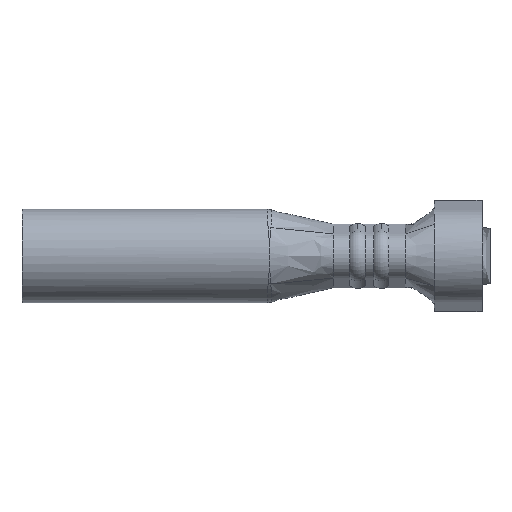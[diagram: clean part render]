
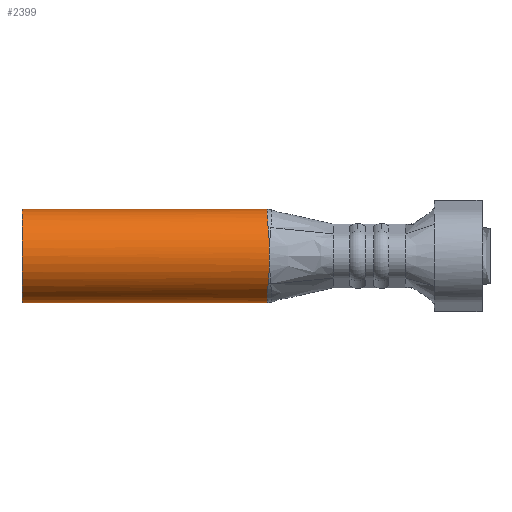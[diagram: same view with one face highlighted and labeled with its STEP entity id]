
A CAD part, front view. The second image highlights one B-rep face of the part: STEP entity #2399.
In plain terms, the highlighted cylindrical face has radius 1.499 mm (diameter 2.997 mm), a partial arc.
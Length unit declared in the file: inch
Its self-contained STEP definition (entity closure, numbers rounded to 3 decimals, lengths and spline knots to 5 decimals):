
#25 = EDGE_CURVE ( 'NONE', #3233, #313, #2695, .T. ) ;
#44 = DIRECTION ( 'NONE',  ( 0., 0., 1. ) ) ;
#77 = VECTOR ( 'NONE', #348, 39.37008 ) ;
#154 = EDGE_CURVE ( 'NONE', #313, #3052, #3100, .T. ) ;
#173 = CARTESIAN_POINT ( 'NONE',  ( 0.30887, -0.01817, 0.05686 ) ) ;
#243 = CARTESIAN_POINT ( 'NONE',  ( 0.312, -0.05787, 0.01149 ) ) ;
#277 = DIRECTION ( 'NONE',  ( 0., 0., -1. ) ) ;
#279 = EDGE_CURVE ( 'NONE', #3052, #4853, #3534, .T. ) ;
#313 = VERTEX_POINT ( 'NONE', #4458 ) ;
#340 = CARTESIAN_POINT ( 'NONE',  ( 0.31172, -0.05933, 0.00416 ) ) ;
#348 = DIRECTION ( 'NONE',  ( -1., 0., 0. ) ) ;
#358 = ORIENTED_EDGE ( 'NONE', *, *, #4657, .T. ) ;
#403 = CARTESIAN_POINT ( 'NONE',  ( 0., 0., -0.059 ) ) ;
#404 = DIRECTION ( 'NONE',  ( 1., 0., 0. ) ) ;
#450 = CARTESIAN_POINT ( 'NONE',  ( 0.312, 0., 0.059 ) ) ;
#480 = VERTEX_POINT ( 'NONE', #243 ) ;
#555 = DIRECTION ( 'NONE',  ( -1., 0., 0. ) ) ;
#602 = CARTESIAN_POINT ( 'NONE',  ( 0., 0., 0. ) ) ;
#875 = CARTESIAN_POINT ( 'NONE',  ( 0.30934, -0.03443, 0.04877 ) ) ;
#1032 = CARTESIAN_POINT ( 'NONE',  ( 0.31163, -0.05636, -0.0196 ) ) ;
#1054 = AXIS2_PLACEMENT_3D ( 'NONE', #602, #404, #277 ) ;
#1315 = CARTESIAN_POINT ( 'NONE',  ( 0.31033, -0.04709, 0.03554 ) ) ;
#1491 = ORIENTED_EDGE ( 'NONE', *, *, #25, .T. ) ;
#1556 = VERTEX_POINT ( 'NONE', #4703 ) ;
#1560 = CARTESIAN_POINT ( 'NONE',  ( 0.30923, -0.03071, -0.05059 ) ) ;
#1613 = ORIENTED_EDGE ( 'NONE', *, *, #154, .T. ) ;
#1710 = B_SPLINE_CURVE_WITH_KNOTS ( 'NONE', 3,
 ( #2251, #1831, #340, #3000 ),
 .UNSPECIFIED., .F., .F.,
 ( 4, 4 ),
 ( -0.00003, 0.00054 ),
 .UNSPECIFIED. ) ;
#1831 = CARTESIAN_POINT ( 'NONE',  ( 0.31172, -0.05937, -0.00349 ) ) ;
#1899 = CARTESIAN_POINT ( 'NONE',  ( 0.31163, -0.05614, 0.0202 ) ) ;
#1943 = CARTESIAN_POINT ( 'NONE',  ( 0.3098, -0.04157, -0.04211 ) ) ;
#2024 = CARTESIAN_POINT ( 'NONE',  ( 0.30896, 0., -0.059 ) ) ;
#2150 = AXIS2_PLACEMENT_3D ( 'NONE', #2706, #3478, #44 ) ;
#2164 = ORIENTED_EDGE ( 'NONE', *, *, #3420, .F. ) ;
#2251 = CARTESIAN_POINT ( 'NONE',  ( 0.312, -0.05799, -0.01084 ) ) ;
#2265 = CARTESIAN_POINT ( 'NONE',  ( 0.312, -0.05787, 0.01149 ) ) ;
#2272 = ORIENTED_EDGE ( 'NONE', *, *, #4352, .T. ) ;
#2302 = CARTESIAN_POINT ( 'NONE',  ( 0.31033, -0.04709, 0.03554 ) ) ;
#2340 = CARTESIAN_POINT ( 'NONE',  ( 0.31034, -0.04745, -0.03507 ) ) ;
#2399 = ADVANCED_FACE ( 'NONE', ( #2522 ), #2405, .T. ) ;
#2405 = CYLINDRICAL_SURFACE ( 'NONE', #2150, 0.059 ) ;
#2421 = VERTEX_POINT ( 'NONE', #3095 ) ;
#2463 = B_SPLINE_CURVE_WITH_KNOTS ( 'NONE', 3,
 ( #4552, #3461, #3827, #1560, #4201, #1943, #4575, #2340 ),
 .UNSPECIFIED., .F., .F.,
 ( 4, 2, 2, 4 ),
 ( 0.00025, 0.00095, 0.00131, 0.00166 ),
 .UNSPECIFIED. ) ;
#2522 = FACE_OUTER_BOUND ( 'NONE', #4742, .T. ) ;
#2695 = B_SPLINE_CURVE_WITH_KNOTS ( 'NONE', 3,
 ( #1315, #3946, #875, #173, #4831, #4647 ),
 .UNSPECIFIED., .F., .F.,
 ( 4, 2, 4 ),
 ( 0., 0.0007, 0.0014 ),
 .UNSPECIFIED. ) ;
#2706 = CARTESIAN_POINT ( 'NONE',  ( 0.312, 0., 0. ) ) ;
#2917 = VECTOR ( 'NONE', #555, 39.37008 ) ;
#3000 = CARTESIAN_POINT ( 'NONE',  ( 0.312, -0.05787, 0.01149 ) ) ;
#3052 = VERTEX_POINT ( 'NONE', #4451 ) ;
#3057 = CARTESIAN_POINT ( 'NONE',  ( 0.31033, -0.04709, 0.03554 ) ) ;
#3095 = CARTESIAN_POINT ( 'NONE',  ( 0.31034, -0.04745, -0.03507 ) ) ;
#3100 = LINE ( 'NONE', #450, #77 ) ;
#3233 = VERTEX_POINT ( 'NONE', #3057 ) ;
#3392 = ORIENTED_EDGE ( 'NONE', *, *, #4774, .T. ) ;
#3420 = EDGE_CURVE ( 'NONE', #3938, #4853, #4663, .T. ) ;
#3461 = CARTESIAN_POINT ( 'NONE',  ( 0.30882, -0.00923, -0.059 ) ) ;
#3478 = DIRECTION ( 'NONE',  ( -1., 0., 0. ) ) ;
#3534 = CIRCLE ( 'NONE', #1054, 0.059 ) ;
#3641 = ORIENTED_EDGE ( 'NONE', *, *, #279, .T. ) ;
#3670 = CARTESIAN_POINT ( 'NONE',  ( 0.31034, -0.04745, -0.03507 ) ) ;
#3680 = CARTESIAN_POINT ( 'NONE',  ( 0.312, -0.05799, -0.01084 ) ) ;
#3827 = CARTESIAN_POINT ( 'NONE',  ( 0.30887, -0.01837, -0.05682 ) ) ;
#3938 = VERTEX_POINT ( 'NONE', #2024 ) ;
#3946 = CARTESIAN_POINT ( 'NONE',  ( 0.3097, -0.04159, 0.04283 ) ) ;
#4037 = CARTESIAN_POINT ( 'NONE',  ( 0.31092, -0.05273, -0.02792 ) ) ;
#4201 = CARTESIAN_POINT ( 'NONE',  ( 0.30939, -0.0346, -0.04801 ) ) ;
#4350 = B_SPLINE_CURVE_WITH_KNOTS ( 'NONE', 3,
 ( #3670, #4037, #1032, #3680 ),
 .UNSPECIFIED., .F., .F.,
 ( 4, 4 ),
 ( 0., 0.00068 ),
 .UNSPECIFIED. ) ;
#4352 = EDGE_CURVE ( 'NONE', #3938, #2421, #2463, .T. ) ;
#4382 = CARTESIAN_POINT ( 'NONE',  ( 0.312, 0., -0.059 ) ) ;
#4383 = ORIENTED_EDGE ( 'NONE', *, *, #4818, .T. ) ;
#4451 = CARTESIAN_POINT ( 'NONE',  ( 0., 0., 0.059 ) ) ;
#4458 = CARTESIAN_POINT ( 'NONE',  ( 0.30896, 0., 0.059 ) ) ;
#4530 = CARTESIAN_POINT ( 'NONE',  ( 0.31092, -0.05244, 0.02846 ) ) ;
#4552 = CARTESIAN_POINT ( 'NONE',  ( 0.30896, 0., -0.059 ) ) ;
#4575 = CARTESIAN_POINT ( 'NONE',  ( 0.31002, -0.0447, -0.03879 ) ) ;
#4647 = CARTESIAN_POINT ( 'NONE',  ( 0.30896, 0., 0.059 ) ) ;
#4657 = EDGE_CURVE ( 'NONE', #2421, #1556, #4350, .T. ) ;
#4663 = LINE ( 'NONE', #4382, #2917 ) ;
#4703 = CARTESIAN_POINT ( 'NONE',  ( 0.312, -0.05799, -0.01084 ) ) ;
#4742 = EDGE_LOOP ( 'NONE', ( #2164, #2272, #358, #3392, #4383, #1491, #1613, #3641 ) ) ;
#4774 = EDGE_CURVE ( 'NONE', #1556, #480, #1710, .T. ) ;
#4818 = EDGE_CURVE ( 'NONE', #480, #3233, #4843, .T. ) ;
#4831 = CARTESIAN_POINT ( 'NONE',  ( 0.30882, -0.00913, 0.059 ) ) ;
#4843 = B_SPLINE_CURVE_WITH_KNOTS ( 'NONE', 3,
 ( #2265, #1899, #4530, #2302 ),
 .UNSPECIFIED., .F., .F.,
 ( 4, 4 ),
 ( -0.00002, 0.00066 ),
 .UNSPECIFIED. ) ;
#4853 = VERTEX_POINT ( 'NONE', #403 ) ;
